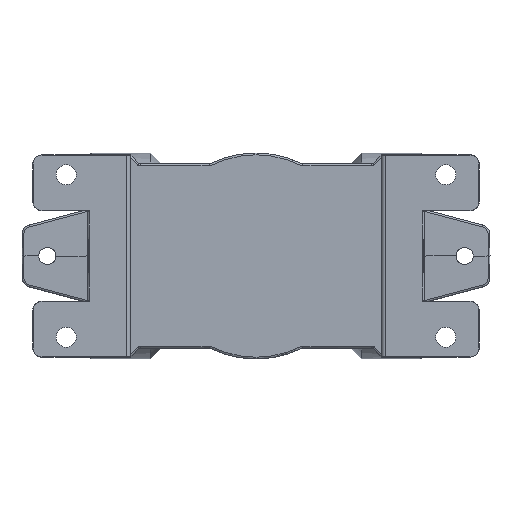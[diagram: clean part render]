
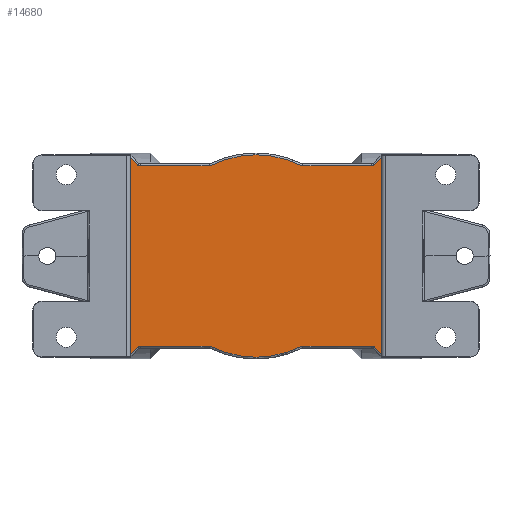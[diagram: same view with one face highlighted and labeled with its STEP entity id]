
A CAD part, front view. The second image highlights one B-rep face of the part: STEP entity #14680.
In plain terms, the highlighted planar face has unit normal (0, -1, 0).
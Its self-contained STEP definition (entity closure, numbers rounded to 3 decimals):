
#633=DIRECTION('',(1.,0.,0.));
#634=VECTOR('',#633,19.365);
#635=CARTESIAN_POINT('',(-32.061,-5.5,
-24.956));
#636=LINE('',#635,#634);
#641=CARTESIAN_POINT('',(-32.768,-5.5,
-25.249));
#642=CARTESIAN_POINT('',(-32.702,-5.5,
-25.185));
#643=CARTESIAN_POINT('',(-32.561,-5.5,
-25.077));
#644=CARTESIAN_POINT('',(-32.321,-5.5,
-24.979));
#645=CARTESIAN_POINT('',(-32.15,-5.5,
-24.957));
#646=CARTESIAN_POINT('',(-32.061,-5.5,
-24.956));
#682=CARTESIAN_POINT('',(-34.75,-5.5,27.231));
#684=DIRECTION('',(0.,0.,-1.));
#685=VECTOR('',#684,54.462);
#686=CARTESIAN_POINT('',(-34.75,-5.5,27.231));
#687=LINE('',#686,#685);
#688=CARTESIAN_POINT('',(-34.75,-5.5,-27.231));
#729=CARTESIAN_POINT('',(-32.061,-5.5,24.956));
#730=CARTESIAN_POINT('',(-32.153,-5.5,24.958));
#731=CARTESIAN_POINT('',(-32.329,-5.5,24.981));
#732=CARTESIAN_POINT('',(-32.568,-5.5,25.082));
#733=CARTESIAN_POINT('',(-32.705,-5.5,25.187));
#734=CARTESIAN_POINT('',(-32.768,-5.5,25.249));
#745=DIRECTION('',(-1.,0.,0.));
#746=VECTOR('',#745,19.365);
#747=CARTESIAN_POINT('',(-12.696,-5.5,24.956));
#748=LINE('',#747,#746);
#3246=CARTESIAN_POINT('',(12.696,-5.5,-24.956));
#3276=DIRECTION('',(1.,0.,0.));
#3277=VECTOR('',#3276,19.365);
#3278=CARTESIAN_POINT('',(12.696,-5.5,-24.956));
#3279=LINE('',#3278,#3277);
#3285=CARTESIAN_POINT('',(32.061,-5.5,
-24.956));
#3286=CARTESIAN_POINT('',(32.153,-5.5,
-24.958));
#3287=CARTESIAN_POINT('',(32.329,-5.5,
-24.981));
#3288=CARTESIAN_POINT('',(32.568,-5.5,
-25.082));
#3289=CARTESIAN_POINT('',(32.705,-5.5,
-25.187));
#3290=CARTESIAN_POINT('',(32.768,-5.5,
-25.249));
#3297=DIRECTION('',(-0.707,0.,0.707));
#3298=VECTOR('',#3297,2.803);
#3299=CARTESIAN_POINT('',(34.75,-5.5,-27.231));
#3300=LINE('',#3299,#3298);
#3301=CARTESIAN_POINT('',(0.,-5.5,0.));
#3302=DIRECTION('',(0.,1.,0.));
#3303=DIRECTION('',(0.453,0.,-0.891));
#3304=AXIS2_PLACEMENT_3D('',#3301,#3302,#3303);
#3306=DIRECTION('',(-0.707,0.,-0.707));
#3307=VECTOR('',#3306,2.803);
#3308=CARTESIAN_POINT('',(-32.768,-5.5,
-25.249));
#3309=LINE('',#3308,#3307);
#3310=DIRECTION('',(0.707,0.,-0.707));
#3311=VECTOR('',#3310,2.803);
#3312=CARTESIAN_POINT('',(-34.75,-5.5,27.231));
#3313=LINE('',#3312,#3311);
#3314=CARTESIAN_POINT('',(0.,-5.5,0.));
#3315=DIRECTION('',(0.,1.,0.));
#3316=DIRECTION('',(-0.453,0.,0.891));
#3317=AXIS2_PLACEMENT_3D('',#3314,#3315,#3316);
#3319=DIRECTION('',(0.707,0.,0.707));
#3320=VECTOR('',#3319,2.803);
#3321=CARTESIAN_POINT('',(32.768,-5.5,25.249));
#3322=LINE('',#3321,#3320);
#3340=DIRECTION('',(0.,0.,1.));
#3341=VECTOR('',#3340,54.462);
#3342=CARTESIAN_POINT('',(34.75,-5.5,-27.231));
#3343=LINE('',#3342,#3341);
#3724=DIRECTION('',(-1.,0.,0.));
#3725=VECTOR('',#3724,19.365);
#3726=CARTESIAN_POINT('',(32.061,-5.5,24.956));
#3727=LINE('',#3726,#3725);
#3737=CARTESIAN_POINT('',(32.768,-5.5,25.249));
#3738=CARTESIAN_POINT('',(32.702,-5.5,25.185));
#3739=CARTESIAN_POINT('',(32.561,-5.5,25.077));
#3740=CARTESIAN_POINT('',(32.321,-5.5,24.979));
#3741=CARTESIAN_POINT('',(32.15,-5.5,24.957));
#3742=CARTESIAN_POINT('',(32.061,-5.5,24.956));
#3768=CARTESIAN_POINT('',(-12.696,-5.5,24.956));
#8276=CARTESIAN_POINT('',(-32.061,-5.5,
-24.956));
#8277=VERTEX_POINT('',#8276);
#8278=CARTESIAN_POINT('',(-12.696,-5.5,-24.956));
#8279=VERTEX_POINT('',#8278);
#8280=CARTESIAN_POINT('',(-32.768,-5.5,-25.249));
#8281=VERTEX_POINT('',#8280);
#8284=VERTEX_POINT('',#688);
#8289=VERTEX_POINT('',#682);
#8294=CARTESIAN_POINT('',(-32.768,-5.5,
25.249));
#8296=VERTEX_POINT('',#8294);
#8299=CARTESIAN_POINT('',(-32.061,-5.5,24.956));
#8301=VERTEX_POINT('',#8299);
#8304=VERTEX_POINT('',#3768);
#8889=VERTEX_POINT('',#3246);
#8891=CARTESIAN_POINT('',(32.061,-5.5,-24.956));
#8893=VERTEX_POINT('',#8891);
#8894=VERTEX_POINT('',#3290);
#8897=CARTESIAN_POINT('',(34.75,-5.5,-27.231));
#8898=CARTESIAN_POINT('',(34.75,-5.5,27.231));
#8899=VERTEX_POINT('',#8897);
#8900=VERTEX_POINT('',#8898);
#8901=CARTESIAN_POINT('',(12.696,-5.5,24.956));
#8902=VERTEX_POINT('',#8901);
#8903=CARTESIAN_POINT('',(32.061,-5.5,24.956));
#8904=VERTEX_POINT('',#8903);
#8905=VERTEX_POINT('',#3737);
#14651=CARTESIAN_POINT('',(0.,-5.5,0.));
#14652=DIRECTION('',(0.,-1.,0.));
#14653=DIRECTION('',(0.,0.,-1.));
#14654=AXIS2_PLACEMENT_3D('',#14651,#14652,#14653);
#14655=PLANE('',#14654);
#14657=ORIENTED_EDGE('',*,*,#14656,.F.);
#14659=ORIENTED_EDGE('',*,*,#14658,.T.);
#14660=ORIENTED_EDGE('',*,*,#14642,.F.);
#14661=ORIENTED_EDGE('',*,*,#14615,.F.);
#14662=ORIENTED_EDGE('',*,*,#14600,.T.);
#14663=ORIENTED_EDGE('',*,*,#10922,.F.);
#14664=ORIENTED_EDGE('',*,*,#10953,.F.);
#14665=ORIENTED_EDGE('',*,*,#10971,.T.);
#14666=ORIENTED_EDGE('',*,*,#10997,.F.);
#14667=ORIENTED_EDGE('',*,*,#11029,.T.);
#14668=ORIENTED_EDGE('',*,*,#11061,.F.);
#14669=ORIENTED_EDGE('',*,*,#11079,.F.);
#14671=ORIENTED_EDGE('',*,*,#14670,.T.);
#14673=ORIENTED_EDGE('',*,*,#14672,.F.);
#14675=ORIENTED_EDGE('',*,*,#14674,.F.);
#14677=ORIENTED_EDGE('',*,*,#14676,.T.);
#14678=EDGE_LOOP('',(#14657,#14659,#14660,#14661,#14662,#14663,#14664,#14665,
#14666,#14667,#14668,#14669,#14671,#14673,#14675,#14677));
#14679=FACE_OUTER_BOUND('',#14678,.F.);
#14680=ADVANCED_FACE('',(#14679),#14655,.T.);
#647=B_SPLINE_CURVE_WITH_KNOTS('',3,(#641,#642,#643,#644,#645,#646),
.UNSPECIFIED.,.F.,.F.,(4,1,1,4),(0.,0.333,0.667,1.),
.UNSPECIFIED.);
#735=B_SPLINE_CURVE_WITH_KNOTS('',3,(#729,#730,#731,#732,#733,#734),
.UNSPECIFIED.,.F.,.F.,(4,1,1,4),(0.,0.333,0.667,1.),
.UNSPECIFIED.);
#3291=B_SPLINE_CURVE_WITH_KNOTS('',3,(#3285,#3286,#3287,#3288,#3289,#3290),
.UNSPECIFIED.,.F.,.F.,(4,1,1,4),(0.,0.333,0.667,1.),
.UNSPECIFIED.);
#3305=CIRCLE('',#3304,28.);
#3318=CIRCLE('',#3317,28.);
#3743=B_SPLINE_CURVE_WITH_KNOTS('',3,(#3737,#3738,#3739,#3740,#3741,#3742),
.UNSPECIFIED.,.F.,.F.,(4,1,1,4),(0.,0.333,0.667,1.),
.UNSPECIFIED.);
#10922=EDGE_CURVE('',#8277,#8279,#636,.T.);
#10953=EDGE_CURVE('',#8281,#8277,#647,.T.);
#10971=EDGE_CURVE('',#8281,#8284,#3309,.T.);
#10997=EDGE_CURVE('',#8289,#8284,#687,.T.);
#11029=EDGE_CURVE('',#8289,#8296,#3313,.T.);
#11061=EDGE_CURVE('',#8301,#8296,#735,.T.);
#11079=EDGE_CURVE('',#8304,#8301,#748,.T.);
#14600=EDGE_CURVE('',#8889,#8279,#3305,.T.);
#14615=EDGE_CURVE('',#8889,#8893,#3279,.T.);
#14642=EDGE_CURVE('',#8893,#8894,#3291,.T.);
#14656=EDGE_CURVE('',#8899,#8900,#3343,.T.);
#14658=EDGE_CURVE('',#8899,#8894,#3300,.T.);
#14670=EDGE_CURVE('',#8304,#8902,#3318,.T.);
#14672=EDGE_CURVE('',#8904,#8902,#3727,.T.);
#14674=EDGE_CURVE('',#8905,#8904,#3743,.T.);
#14676=EDGE_CURVE('',#8905,#8900,#3322,.T.);
